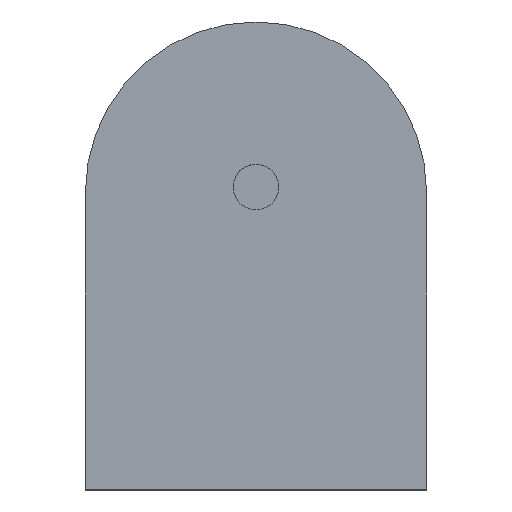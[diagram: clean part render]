
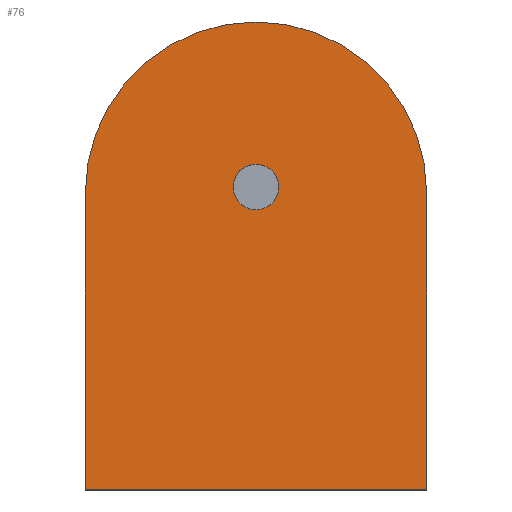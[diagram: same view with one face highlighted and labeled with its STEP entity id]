
A CAD part, top view. The second image highlights one B-rep face of the part: STEP entity #76.
In plain terms, the highlighted planar face has unit normal (0, 0, 1).
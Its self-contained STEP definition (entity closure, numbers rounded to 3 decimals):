
#1 = EDGE_CURVE ( 'NONE', #272, #277, #255, .T. ) ;
#2 = CARTESIAN_POINT ( 'NONE',  ( 0., 0., 0. ) ) ;
#5 = DIRECTION ( 'NONE',  ( -1., 0., 0. ) ) ;
#6 = DIRECTION ( 'NONE',  ( 0., 0., -1. ) ) ;
#8 = DIRECTION ( 'NONE',  ( 1., 0., 0. ) ) ;
#12 = CARTESIAN_POINT ( 'NONE',  ( 15., 26.1, 0. ) ) ;
#18 = DIRECTION ( 'NONE',  ( 0., 0., 1. ) ) ;
#23 = DIRECTION ( 'NONE',  ( -1., 0., 0. ) ) ;
#26 = EDGE_CURVE ( 'NONE', #277, #272, #250, .T. ) ;
#27 = CARTESIAN_POINT ( 'NONE',  ( 15., 26.6, 0. ) ) ;
#35 = EDGE_CURVE ( 'NONE', #260, #288, #247, .T. ) ;
#38 = PLANE ( 'NONE',  #62 ) ;
#42 = DIRECTION ( 'NONE',  ( 0., 0., 1. ) ) ;
#45 = CARTESIAN_POINT ( 'NONE',  ( 30., 0., 0. ) ) ;
#52 = CARTESIAN_POINT ( 'NONE',  ( 0., 26.1, 0. ) ) ;
#54 = DIRECTION ( 'NONE',  ( 0., 1., 0. ) ) ;
#57 = DIRECTION ( 'NONE',  ( 1., 0., 0. ) ) ;
#62 = AXIS2_PLACEMENT_3D ( 'NONE', #191, #6, #5 ) ;
#63 = DIRECTION ( 'NONE',  ( 1., 0., 0. ) ) ;
#70 = EDGE_CURVE ( 'NONE', #265, #289, #95, .T. ) ;
#75 = AXIS2_PLACEMENT_3D ( 'NONE', #12, #18, #23 ) ;
#76 = ADVANCED_FACE ( 'NONE', ( #194, #90 ), #38, .F. ) ;
#84 = CARTESIAN_POINT ( 'NONE',  ( 30., 26.1, 0. ) ) ;
#86 = AXIS2_PLACEMENT_3D ( 'NONE', #217, #200, #57 ) ;
#90 = FACE_OUTER_BOUND ( 'NONE', #278, .T. ) ;
#91 = AXIS2_PLACEMENT_3D ( 'NONE', #27, #42, #8 ) ;
#92 = DIRECTION ( 'NONE',  ( 0., -1., 0. ) ) ;
#95 = CIRCLE ( 'NONE', #75, 15. ) ;
#142 = CARTESIAN_POINT ( 'NONE',  ( 0., 0., 0. ) ) ;
#172 = EDGE_CURVE ( 'NONE', #289, #260, #179, .T. ) ;
#173 = CARTESIAN_POINT ( 'NONE',  ( 13., 26.6, 0. ) ) ;
#179 = LINE ( 'NONE', #2, #183 ) ;
#183 = VECTOR ( 'NONE', #92, 1000. ) ;
#191 = CARTESIAN_POINT ( 'NONE',  ( 15., 26.1, 0. ) ) ;
#194 = FACE_BOUND ( 'NONE', #282, .T. ) ;
#200 = DIRECTION ( 'NONE',  ( 0., 0., 1. ) ) ;
#202 = CARTESIAN_POINT ( 'NONE',  ( 17., 26.6, 0. ) ) ;
#217 = CARTESIAN_POINT ( 'NONE',  ( 15., 26.6, 0. ) ) ;
#221 = EDGE_CURVE ( 'NONE', #288, #265, #229, .T. ) ;
#229 = LINE ( 'NONE', #45, #231 ) ;
#231 = VECTOR ( 'NONE', #54, 1000. ) ;
#243 = VECTOR ( 'NONE', #63, 1000. ) ;
#247 = LINE ( 'NONE', #304, #243 ) ;
#250 = CIRCLE ( 'NONE', #91, 2. ) ;
#255 = CIRCLE ( 'NONE', #86, 2. ) ;
#260 = VERTEX_POINT ( 'NONE', #142 ) ;
#265 = VERTEX_POINT ( 'NONE', #84 ) ;
#268 = ORIENTED_EDGE ( 'NONE', *, *, #70, .T. ) ;
#269 = ORIENTED_EDGE ( 'NONE', *, *, #35, .T. ) ;
#272 = VERTEX_POINT ( 'NONE', #202 ) ;
#277 = VERTEX_POINT ( 'NONE', #173 ) ;
#278 = EDGE_LOOP ( 'NONE', ( #285, #269, #294, #268 ) ) ;
#280 = ORIENTED_EDGE ( 'NONE', *, *, #1, .F. ) ;
#282 = EDGE_LOOP ( 'NONE', ( #280, #290 ) ) ;
#285 = ORIENTED_EDGE ( 'NONE', *, *, #172, .T. ) ;
#288 = VERTEX_POINT ( 'NONE', #312 ) ;
#289 = VERTEX_POINT ( 'NONE', #52 ) ;
#290 = ORIENTED_EDGE ( 'NONE', *, *, #26, .F. ) ;
#294 = ORIENTED_EDGE ( 'NONE', *, *, #221, .T. ) ;
#304 = CARTESIAN_POINT ( 'NONE',  ( 0., 0., 0. ) ) ;
#312 = CARTESIAN_POINT ( 'NONE',  ( 30., 0., 0. ) ) ;
